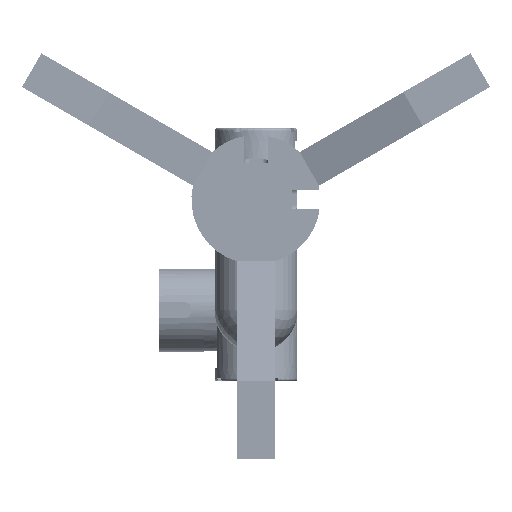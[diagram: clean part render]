
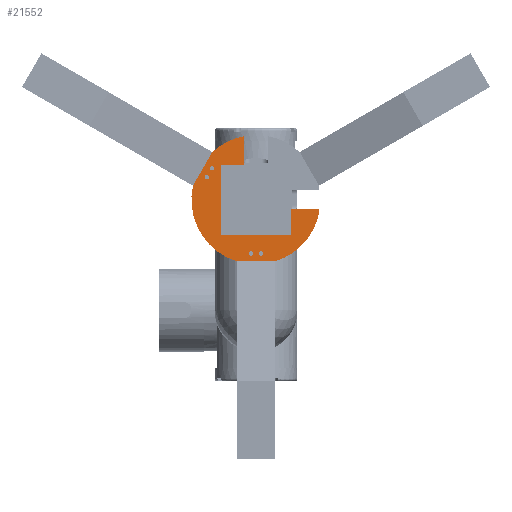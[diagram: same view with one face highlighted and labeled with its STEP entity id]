
A CAD part, front view. The second image highlights one B-rep face of the part: STEP entity #21552.
In plain terms, the highlighted face is planar.
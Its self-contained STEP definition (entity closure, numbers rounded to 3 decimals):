
#1024=LINE('',#33626,#2674);
#1025=LINE('',#33629,#2675);
#1120=LINE('',#33903,#2770);
#1126=LINE('',#33913,#2776);
#1146=LINE('',#33972,#2796);
#1149=LINE('',#33984,#2799);
#1155=LINE('',#33999,#2805);
#1156=LINE('',#34004,#2806);
#1157=LINE('',#34005,#2807);
#2674=VECTOR('',#26207,10.);
#2675=VECTOR('',#26210,10.);
#2770=VECTOR('',#26443,10.);
#2776=VECTOR('',#26453,10.);
#2796=VECTOR('',#26509,10.);
#2799=VECTOR('',#26520,10.);
#2805=VECTOR('',#26534,10.);
#2806=VECTOR('',#26543,10.);
#2807=VECTOR('',#26544,10.);
#4692=FACE_BOUND('',#6401,.T.);
#4693=FACE_BOUND('',#6402,.T.);
#4694=FACE_BOUND('',#6403,.T.);
#4695=FACE_BOUND('',#6404,.T.);
#5133=FACE_OUTER_BOUND('',#6400,.T.);
#6400=EDGE_LOOP('',(#15313,#15314,#15315,#15316,#15317,#15318,#15319,#15320,
#15321,#15322,#15323,#15324));
#6401=EDGE_LOOP('',(#15325));
#6402=EDGE_LOOP('',(#15326));
#6403=EDGE_LOOP('',(#15327));
#6404=EDGE_LOOP('',(#15328));
#7886=CIRCLE('',#23211,1.75);
#7887=CIRCLE('',#23213,1.75);
#7888=CIRCLE('',#23215,1.75);
#7889=CIRCLE('',#23217,1.75);
#7899=CIRCLE('',#23241,49.898);
#7900=CIRCLE('',#23244,49.898);
#7902=CIRCLE('',#23248,49.898);
#9242=VERTEX_POINT('',#33620);
#9244=VERTEX_POINT('',#33624);
#9245=VERTEX_POINT('',#33628);
#9340=VERTEX_POINT('',#33885);
#9341=VERTEX_POINT('',#33889);
#9342=VERTEX_POINT('',#33893);
#9343=VERTEX_POINT('',#33897);
#9344=VERTEX_POINT('',#33901);
#9345=VERTEX_POINT('',#33902);
#9347=VERTEX_POINT('',#33912);
#9368=VERTEX_POINT('',#33970);
#9369=VERTEX_POINT('',#33974);
#9372=VERTEX_POINT('',#33979);
#9373=VERTEX_POINT('',#33983);
#9375=VERTEX_POINT('',#33989);
#9378=VERTEX_POINT('',#33997);
#11472=EDGE_CURVE('',#9242,#9244,#1024,.T.);
#11473=EDGE_CURVE('',#9245,#9244,#1025,.T.);
#11593=EDGE_CURVE('',#9340,#9340,#7886,.T.);
#11595=EDGE_CURVE('',#9341,#9341,#7887,.T.);
#11597=EDGE_CURVE('',#9342,#9342,#7888,.T.);
#11599=EDGE_CURVE('',#9343,#9343,#7889,.T.);
#11601=EDGE_CURVE('',#9344,#9345,#1120,.T.);
#11607=EDGE_CURVE('',#9347,#9344,#1126,.T.);
#11635=EDGE_CURVE('',#9345,#9368,#1146,.T.);
#11639=EDGE_CURVE('',#9372,#9369,#7899,.T.);
#11640=EDGE_CURVE('',#9373,#9372,#1149,.T.);
#11643=EDGE_CURVE('',#9375,#9373,#7900,.T.);
#11648=EDGE_CURVE('',#9375,#9378,#1155,.T.);
#11649=EDGE_CURVE('',#9242,#9378,#7902,.T.);
#11651=EDGE_CURVE('',#9347,#9245,#1156,.T.);
#11652=EDGE_CURVE('',#9368,#9369,#1157,.T.);
#15313=ORIENTED_EDGE('',*,*,#11472,.T.);
#15314=ORIENTED_EDGE('',*,*,#11473,.F.);
#15315=ORIENTED_EDGE('',*,*,#11651,.F.);
#15316=ORIENTED_EDGE('',*,*,#11607,.T.);
#15317=ORIENTED_EDGE('',*,*,#11601,.T.);
#15318=ORIENTED_EDGE('',*,*,#11635,.T.);
#15319=ORIENTED_EDGE('',*,*,#11652,.T.);
#15320=ORIENTED_EDGE('',*,*,#11639,.F.);
#15321=ORIENTED_EDGE('',*,*,#11640,.F.);
#15322=ORIENTED_EDGE('',*,*,#11643,.F.);
#15323=ORIENTED_EDGE('',*,*,#11648,.T.);
#15324=ORIENTED_EDGE('',*,*,#11649,.F.);
#15325=ORIENTED_EDGE('',*,*,#11599,.T.);
#15326=ORIENTED_EDGE('',*,*,#11597,.T.);
#15327=ORIENTED_EDGE('',*,*,#11595,.T.);
#15328=ORIENTED_EDGE('',*,*,#11593,.T.);
#20951=PLANE('',#23250);
#21552=ADVANCED_FACE('',(#5133,#4692,#4693,#4694,#4695),#20951,.T.);
#23211=AXIS2_PLACEMENT_3D('',#33886,#26423,#26424);
#23213=AXIS2_PLACEMENT_3D('',#33890,#26428,#26429);
#23215=AXIS2_PLACEMENT_3D('',#33894,#26433,#26434);
#23217=AXIS2_PLACEMENT_3D('',#33898,#26438,#26439);
#23241=AXIS2_PLACEMENT_3D('',#33981,#26516,#26517);
#23244=AXIS2_PLACEMENT_3D('',#33990,#26525,#26526);
#23248=AXIS2_PLACEMENT_3D('',#34001,#26537,#26538);
#23250=AXIS2_PLACEMENT_3D('',#34003,#26541,#26542);
#26207=DIRECTION('',(-1.,0.,0.));
#26210=DIRECTION('',(0.,1.,0.));
#26423=DIRECTION('center_axis',(0.,0.,-1.));
#26424=DIRECTION('ref_axis',(1.,0.,0.));
#26428=DIRECTION('center_axis',(0.,0.,-1.));
#26429=DIRECTION('ref_axis',(1.,0.,0.));
#26433=DIRECTION('center_axis',(0.,0.,-1.));
#26434=DIRECTION('ref_axis',(-0.5,-0.866,0.));
#26438=DIRECTION('center_axis',(0.,0.,-1.));
#26439=DIRECTION('ref_axis',(-0.5,-0.866,0.));
#26443=DIRECTION('',(-1.,0.,0.));
#26453=DIRECTION('',(0.,-1.,0.));
#26509=DIRECTION('',(0.,1.,0.));
#26516=DIRECTION('center_axis',(0.,0.,-1.));
#26517=DIRECTION('ref_axis',(-0.5,-0.866,0.));
#26520=DIRECTION('',(-0.866,0.5,0.));
#26525=DIRECTION('center_axis',(0.,0.,-1.));
#26526=DIRECTION('ref_axis',(1.,0.,0.));
#26534=DIRECTION('',(0.,1.,0.));
#26537=DIRECTION('center_axis',(0.,0.,-1.));
#26538=DIRECTION('ref_axis',(-0.5,0.866,0.));
#26541=DIRECTION('center_axis',(0.,0.,1.));
#26542=DIRECTION('ref_axis',(1.,0.,0.));
#26543=DIRECTION('',(-1.,0.,0.));
#26544=DIRECTION('',(-1.,0.,0.));
#33620=CARTESIAN_POINT('',(9.5,48.985,110.7));
#33624=CARTESIAN_POINT('',(7.5,48.985,110.7));
#33626=CARTESIAN_POINT('',(9.5,48.985,110.7));
#33628=CARTESIAN_POINT('',(7.5,27.,110.7));
#33629=CARTESIAN_POINT('',(7.5,27.,110.7));
#33885=CARTESIAN_POINT('',(39.84,4.,110.7));
#33886=CARTESIAN_POINT('Origin',(41.59,4.,110.7));
#33889=CARTESIAN_POINT('',(39.84,-4.,110.7));
#33890=CARTESIAN_POINT('Origin',(41.59,-4.,110.7));
#33893=CARTESIAN_POINT('',(-16.456,-36.503,110.7));
#33894=CARTESIAN_POINT('Origin',(-17.331,-38.018,110.7));
#33897=CARTESIAN_POINT('',(-23.384,-32.503,110.7));
#33898=CARTESIAN_POINT('Origin',(-24.259,-34.018,110.7));
#33901=CARTESIAN_POINT('',(27.,-27.,110.7));
#33902=CARTESIAN_POINT('',(-27.,-27.,110.7));
#33903=CARTESIAN_POINT('',(13.5,-27.,110.7));
#33912=CARTESIAN_POINT('',(27.,27.,110.7));
#33913=CARTESIAN_POINT('',(27.,13.5,110.7));
#33970=CARTESIAN_POINT('',(-27.,-9.5,110.7));
#33972=CARTESIAN_POINT('',(-27.,-13.5,110.7));
#33974=CARTESIAN_POINT('',(-48.986,-9.5,110.7));
#33979=CARTESIAN_POINT('',(-36.786,-33.714,110.7));
#33981=CARTESIAN_POINT('Origin',(0.,0.,110.7));
#33983=CARTESIAN_POINT('',(-10.805,-48.714,110.7));
#33984=CARTESIAN_POINT('',(-30.29,-37.464,110.7));
#33989=CARTESIAN_POINT('',(47.59,-15.,110.7));
#33990=CARTESIAN_POINT('Origin',(0.,0.,110.7));
#33997=CARTESIAN_POINT('',(47.59,15.,110.7));
#33999=CARTESIAN_POINT('',(47.59,0.,110.7));
#34001=CARTESIAN_POINT('Origin',(0.,0.,110.7));
#34003=CARTESIAN_POINT('Origin',(0.,0.,110.7));
#34004=CARTESIAN_POINT('',(9.5,27.,110.7));
#34005=CARTESIAN_POINT('',(-13.5,-9.5,110.7));
